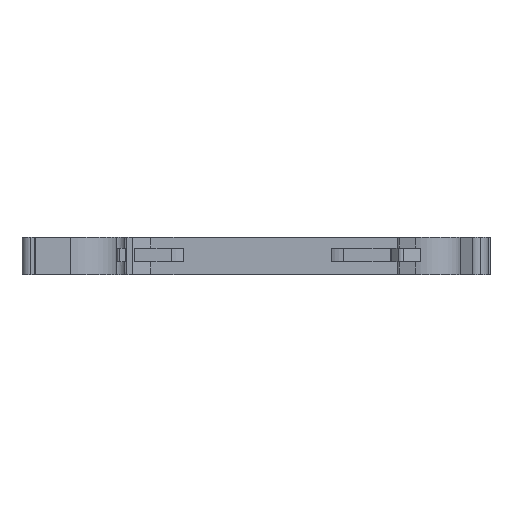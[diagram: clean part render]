
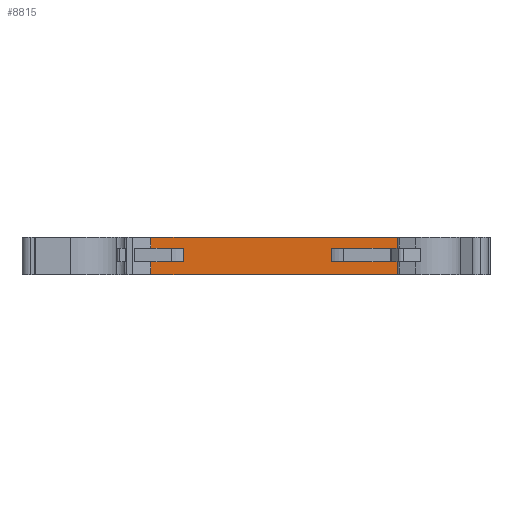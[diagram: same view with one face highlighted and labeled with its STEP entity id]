
A CAD part, front view. The second image highlights one B-rep face of the part: STEP entity #8815.
In plain terms, the highlighted planar face has unit normal (0, -1, 0).
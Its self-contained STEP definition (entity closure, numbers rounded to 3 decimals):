
#252 = CARTESIAN_POINT ( 'NONE',  ( -19.106, -12.818, 50.301 ) ) ;
#260 = LINE ( 'NONE', #4320, #2109 ) ;
#363 = DIRECTION ( 'NONE',  ( 0., -1., 0. ) ) ;
#370 = CARTESIAN_POINT ( 'NONE',  ( 1.047, -12.818, 51.751 ) ) ;
#679 = CARTESIAN_POINT ( 'NONE',  ( 1.047, -12.818, 53.251 ) ) ;
#733 = ORIENTED_EDGE ( 'NONE', *, *, #9218, .T. ) ;
#791 = EDGE_CURVE ( 'NONE', #6454, #8162, #8781, .T. ) ;
#825 = CARTESIAN_POINT ( 'NONE',  ( -19.106, -12.818, 116.698 ) ) ;
#835 = ORIENTED_EDGE ( 'NONE', *, *, #6495, .F. ) ;
#848 = EDGE_CURVE ( 'NONE', #2186, #7421, #6677, .T. ) ;
#1094 = EDGE_CURVE ( 'NONE', #1450, #7421, #3148, .T. ) ;
#1224 = PLANE ( 'NONE',  #9649 ) ;
#1402 = CARTESIAN_POINT ( 'NONE',  ( -19.106, -12.818, 51.751 ) ) ;
#1412 = VECTOR ( 'NONE', #3481, 1000. ) ;
#1441 = ORIENTED_EDGE ( 'NONE', *, *, #1094, .T. ) ;
#1450 = VERTEX_POINT ( 'NONE', #8189 ) ;
#1458 = VECTOR ( 'NONE', #2479, 1000. ) ;
#1513 = DIRECTION ( 'NONE',  ( 1., 0., 0. ) ) ;
#1599 = ORIENTED_EDGE ( 'NONE', *, *, #8749, .T. ) ;
#1913 = VERTEX_POINT ( 'NONE', #1926 ) ;
#1926 = CARTESIAN_POINT ( 'NONE',  ( -15.416, -12.818, 51.751 ) ) ;
#1975 = ORIENTED_EDGE ( 'NONE', *, *, #5094, .F. ) ;
#2102 = CARTESIAN_POINT ( 'NONE',  ( -19.106, -12.818, 54.451 ) ) ;
#2109 = VECTOR ( 'NONE', #3524, 1000. ) ;
#2186 = VERTEX_POINT ( 'NONE', #4466 ) ;
#2452 = ORIENTED_EDGE ( 'NONE', *, *, #4436, .T. ) ;
#2475 = CARTESIAN_POINT ( 'NONE',  ( 9.22, -12.818, 116.698 ) ) ;
#2479 = DIRECTION ( 'NONE',  ( 0., 0., -1. ) ) ;
#2687 = EDGE_CURVE ( 'NONE', #7430, #2186, #9168, .T. ) ;
#2897 = EDGE_CURVE ( 'NONE', #6711, #6454, #4060, .T. ) ;
#2952 = VECTOR ( 'NONE', #4811, 1000. ) ;
#3148 = LINE ( 'NONE', #7088, #6306 ) ;
#3334 = CARTESIAN_POINT ( 'NONE',  ( -19.106, -12.818, 53.251 ) ) ;
#3481 = DIRECTION ( 'NONE',  ( 0., 0., -1. ) ) ;
#3524 = DIRECTION ( 'NONE',  ( -1., 0., 0. ) ) ;
#3534 = VERTEX_POINT ( 'NONE', #3334 ) ;
#3623 = CARTESIAN_POINT ( 'NONE',  ( 0., -12.818, 116.698 ) ) ;
#4060 = LINE ( 'NONE', #5603, #9802 ) ;
#4172 = ORIENTED_EDGE ( 'NONE', *, *, #2687, .F. ) ;
#4282 = DIRECTION ( 'NONE',  ( 0., 0., 1. ) ) ;
#4291 = CARTESIAN_POINT ( 'NONE',  ( 8.532, -12.818, 51.751 ) ) ;
#4320 = CARTESIAN_POINT ( 'NONE',  ( 0., -12.818, 54.451 ) ) ;
#4421 = VECTOR ( 'NONE', #9212, 1000. ) ;
#4436 = EDGE_CURVE ( 'NONE', #6711, #5220, #5527, .T. ) ;
#4466 = CARTESIAN_POINT ( 'NONE',  ( 9.22, -12.818, 50.301 ) ) ;
#4721 = CARTESIAN_POINT ( 'NONE',  ( 1.047, -12.818, 53.251 ) ) ;
#4811 = DIRECTION ( 'NONE',  ( -1., 0., 0. ) ) ;
#4839 = EDGE_LOOP ( 'NONE', ( #1599, #733, #6496, #835, #1975, #1441, #8382, #4172 ) ) ;
#4965 = LINE ( 'NONE', #1402, #9911 ) ;
#5094 = EDGE_CURVE ( 'NONE', #1450, #1913, #6500, .T. ) ;
#5220 = VERTEX_POINT ( 'NONE', #4291 ) ;
#5289 = FACE_OUTER_BOUND ( 'NONE', #4839, .T. ) ;
#5452 = CARTESIAN_POINT ( 'NONE',  ( 0., -12.818, 53.251 ) ) ;
#5527 = LINE ( 'NONE', #6491, #10221 ) ;
#5603 = CARTESIAN_POINT ( 'NONE',  ( 0., -12.818, 53.251 ) ) ;
#5695 = EDGE_LOOP ( 'NONE', ( #2452, #6774, #5870, #6666 ) ) ;
#5737 = EDGE_CURVE ( 'NONE', #8162, #5220, #4965, .T. ) ;
#5753 = VECTOR ( 'NONE', #10554, 1000. ) ;
#5870 = ORIENTED_EDGE ( 'NONE', *, *, #791, .F. ) ;
#5938 = CARTESIAN_POINT ( 'NONE',  ( -15.416, -12.818, 53.251 ) ) ;
#6009 = CARTESIAN_POINT ( 'NONE',  ( -15.416, -12.818, 53.251 ) ) ;
#6281 = CARTESIAN_POINT ( 'NONE',  ( 9.22, -12.818, 54.451 ) ) ;
#6306 = VECTOR ( 'NONE', #7145, 1000. ) ;
#6415 = DIRECTION ( 'NONE',  ( -1., 0., 0. ) ) ;
#6429 = CARTESIAN_POINT ( 'NONE',  ( 8.532, -12.818, 53.251 ) ) ;
#6454 = VERTEX_POINT ( 'NONE', #679 ) ;
#6491 = CARTESIAN_POINT ( 'NONE',  ( 8.532, -12.818, 116.698 ) ) ;
#6495 = EDGE_CURVE ( 'NONE', #1913, #9073, #6744, .T. ) ;
#6496 = ORIENTED_EDGE ( 'NONE', *, *, #7246, .F. ) ;
#6500 = LINE ( 'NONE', #6547, #5753 ) ;
#6547 = CARTESIAN_POINT ( 'NONE',  ( -19.106, -12.818, 51.751 ) ) ;
#6666 = ORIENTED_EDGE ( 'NONE', *, *, #2897, .F. ) ;
#6677 = LINE ( 'NONE', #6885, #4421 ) ;
#6711 = VERTEX_POINT ( 'NONE', #6429 ) ;
#6744 = LINE ( 'NONE', #5938, #9245 ) ;
#6774 = ORIENTED_EDGE ( 'NONE', *, *, #5737, .F. ) ;
#6885 = CARTESIAN_POINT ( 'NONE',  ( 0., -12.818, 50.301 ) ) ;
#7088 = CARTESIAN_POINT ( 'NONE',  ( -19.106, -12.818, 116.698 ) ) ;
#7145 = DIRECTION ( 'NONE',  ( 0., 0., -1. ) ) ;
#7246 = EDGE_CURVE ( 'NONE', #9073, #3534, #9532, .T. ) ;
#7319 = VECTOR ( 'NONE', #8284, 1000. ) ;
#7421 = VERTEX_POINT ( 'NONE', #252 ) ;
#7430 = VERTEX_POINT ( 'NONE', #6281 ) ;
#7905 = VERTEX_POINT ( 'NONE', #2102 ) ;
#8133 = LINE ( 'NONE', #825, #1458 ) ;
#8162 = VERTEX_POINT ( 'NONE', #370 ) ;
#8189 = CARTESIAN_POINT ( 'NONE',  ( -19.106, -12.818, 51.751 ) ) ;
#8284 = DIRECTION ( 'NONE',  ( 0., 0., -1. ) ) ;
#8382 = ORIENTED_EDGE ( 'NONE', *, *, #848, .F. ) ;
#8749 = EDGE_CURVE ( 'NONE', #7430, #7905, #260, .T. ) ;
#8781 = LINE ( 'NONE', #4721, #7319 ) ;
#8815 = ADVANCED_FACE ( 'NONE', ( #5289, #9314 ), #1224, .T. ) ;
#9073 = VERTEX_POINT ( 'NONE', #6009 ) ;
#9168 = LINE ( 'NONE', #2475, #1412 ) ;
#9212 = DIRECTION ( 'NONE',  ( -1., 0., 0. ) ) ;
#9218 = EDGE_CURVE ( 'NONE', #7905, #3534, #8133, .T. ) ;
#9245 = VECTOR ( 'NONE', #4282, 1000. ) ;
#9314 = FACE_BOUND ( 'NONE', #5695, .T. ) ;
#9532 = LINE ( 'NONE', #5452, #2952 ) ;
#9649 = AXIS2_PLACEMENT_3D ( 'NONE', #3623, #363, #10249 ) ;
#9775 = DIRECTION ( 'NONE',  ( 0., 0., -1. ) ) ;
#9802 = VECTOR ( 'NONE', #6415, 1000. ) ;
#9911 = VECTOR ( 'NONE', #1513, 1000. ) ;
#10221 = VECTOR ( 'NONE', #9775, 1000. ) ;
#10249 = DIRECTION ( 'NONE',  ( 1., 0., 0. ) ) ;
#10554 = DIRECTION ( 'NONE',  ( 1., 0., 0. ) ) ;
